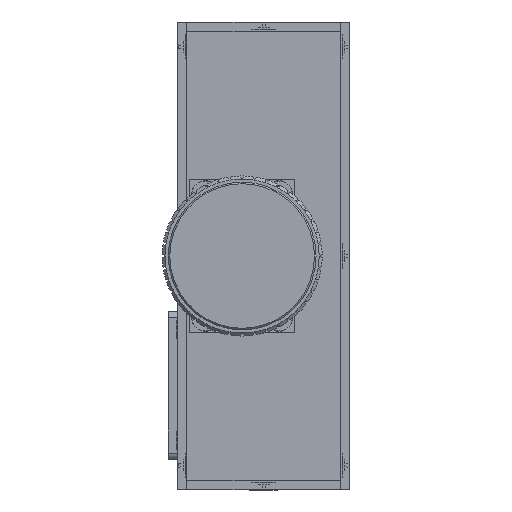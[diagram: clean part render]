
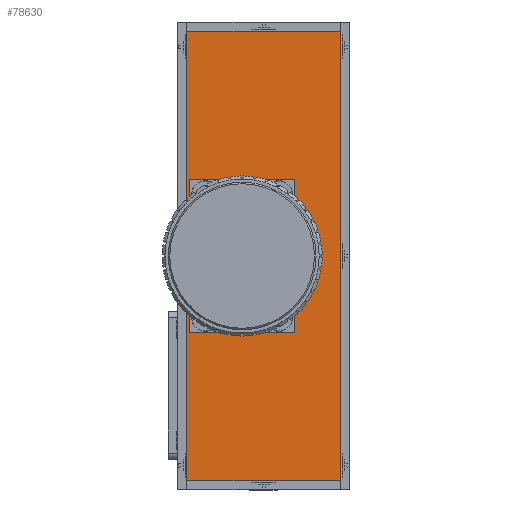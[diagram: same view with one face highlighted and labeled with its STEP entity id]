
A CAD part, left-side view. The second image highlights one B-rep face of the part: STEP entity #78630.
In plain terms, the highlighted planar face has unit normal (-1, 0, 0).
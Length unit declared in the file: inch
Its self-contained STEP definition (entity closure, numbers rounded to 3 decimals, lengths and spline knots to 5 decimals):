
#1545 = EDGE_LOOP ( 'NONE', ( #71440, #71006, #89187, #39454 ) ) ;
#3505 = CARTESIAN_POINT ( 'NONE',  ( -6.33858, -0.19685, -0.49213 ) ) ;
#4529 = CARTESIAN_POINT ( 'NONE',  ( -6.33858, 0.47244, -0.49213 ) ) ;
#5074 = DIRECTION ( 'NONE',  ( 0., 0., 1. ) ) ;
#6825 = VERTEX_POINT ( 'NONE', #30155 ) ;
#9214 = CARTESIAN_POINT ( 'NONE',  ( -6.33858, -0.19685, 0.49213 ) ) ;
#10848 = LINE ( 'NONE', #36013, #67577 ) ;
#11326 = LINE ( 'NONE', #4529, #36958 ) ;
#15471 = VERTEX_POINT ( 'NONE', #27893 ) ;
#15790 = ORIENTED_EDGE ( 'NONE', *, *, #82375, .F. ) ;
#18001 = FACE_OUTER_BOUND ( 'NONE', #50233, .T. ) ;
#18171 = CARTESIAN_POINT ( 'NONE',  ( -6.33858, -0.19685, -0.49213 ) ) ;
#19502 = VECTOR ( 'NONE', #39446, 39.37008 ) ;
#20651 = VERTEX_POINT ( 'NONE', #47631 ) ;
#20814 = EDGE_CURVE ( 'NONE', #83491, #99064, #49594, .T. ) ;
#21821 = CARTESIAN_POINT ( 'NONE',  ( -6.33858, 0.49213, 1.43701 ) ) ;
#23496 = CARTESIAN_POINT ( 'NONE',  ( -6.33858, 0.55118, 1.43701 ) ) ;
#25061 = ORIENTED_EDGE ( 'NONE', *, *, #42490, .T. ) ;
#27893 = CARTESIAN_POINT ( 'NONE',  ( -6.33858, -0.19685, -0.49213 ) ) ;
#30155 = CARTESIAN_POINT ( 'NONE',  ( -6.33858, 0.49213, -1.43701 ) ) ;
#31296 = LINE ( 'NONE', #95284, #58592 ) ;
#35976 = DIRECTION ( 'NONE',  ( 0., 0., -1. ) ) ;
#36013 = CARTESIAN_POINT ( 'NONE',  ( -6.33858, 0.49213, 1.49606 ) ) ;
#36958 = VECTOR ( 'NONE', #35976, 39.37008 ) ;
#39446 = DIRECTION ( 'NONE',  ( 0., -1., 0. ) ) ;
#39454 = ORIENTED_EDGE ( 'NONE', *, *, #93151, .F. ) ;
#40978 = ORIENTED_EDGE ( 'NONE', *, *, #59941, .T. ) ;
#42490 = EDGE_CURVE ( 'NONE', #55680, #76670, #31296, .T. ) ;
#45216 = DIRECTION ( 'NONE',  ( 1., 0., 0. ) ) ;
#47631 = CARTESIAN_POINT ( 'NONE',  ( -6.33858, 0.47244, -0.49213 ) ) ;
#48666 = VERTEX_POINT ( 'NONE', #21821 ) ;
#49072 = DIRECTION ( 'NONE',  ( 0., 1., 0. ) ) ;
#49378 = VECTOR ( 'NONE', #55491, 39.37008 ) ;
#49594 = LINE ( 'NONE', #9214, #61266 ) ;
#50233 = EDGE_LOOP ( 'NONE', ( #15790, #40978, #25061, #100122 ) ) ;
#53094 = FACE_BOUND ( 'NONE', #1545, .T. ) ;
#55047 = CARTESIAN_POINT ( 'NONE',  ( -6.33858, -0.49213, -1.43701 ) ) ;
#55185 = CARTESIAN_POINT ( 'NONE',  ( -6.33858, 0.55118, -1.43701 ) ) ;
#55491 = DIRECTION ( 'NONE',  ( 0., -1., 0. ) ) ;
#55680 = VERTEX_POINT ( 'NONE', #55047 ) ;
#58592 = VECTOR ( 'NONE', #99923, 39.37008 ) ;
#59941 = EDGE_CURVE ( 'NONE', #6825, #55680, #94528, .T. ) ;
#61266 = VECTOR ( 'NONE', #49072, 39.37008 ) ;
#61478 = PLANE ( 'NONE',  #90738 ) ;
#65895 = LINE ( 'NONE', #18171, #66832 ) ;
#66832 = VECTOR ( 'NONE', #89014, 39.37008 ) ;
#67577 = VECTOR ( 'NONE', #5074, 39.37008 ) ;
#69433 = EDGE_CURVE ( 'NONE', #20651, #15471, #65895, .T. ) ;
#70362 = CARTESIAN_POINT ( 'NONE',  ( -6.33858, 0.55118, 1.49606 ) ) ;
#71006 = ORIENTED_EDGE ( 'NONE', *, *, #72967, .F. ) ;
#71440 = ORIENTED_EDGE ( 'NONE', *, *, #69433, .F. ) ;
#72967 = EDGE_CURVE ( 'NONE', #99064, #20651, #11326, .T. ) ;
#73316 = LINE ( 'NONE', #3505, #94859 ) ;
#76670 = VERTEX_POINT ( 'NONE', #94828 ) ;
#76714 = DIRECTION ( 'NONE',  ( 0., 0., 1. ) ) ;
#78630 = ADVANCED_FACE ( 'NONE', ( #18001, #53094 ), #61478, .F. ) ;
#82375 = EDGE_CURVE ( 'NONE', #6825, #48666, #10848, .T. ) ;
#83491 = VERTEX_POINT ( 'NONE', #103464 ) ;
#85188 = EDGE_CURVE ( 'NONE', #48666, #76670, #95344, .T. ) ;
#89014 = DIRECTION ( 'NONE',  ( 0., -1., 0. ) ) ;
#89187 = ORIENTED_EDGE ( 'NONE', *, *, #20814, .F. ) ;
#90738 = AXIS2_PLACEMENT_3D ( 'NONE', #70362, #45216, #76714 ) ;
#93151 = EDGE_CURVE ( 'NONE', #15471, #83491, #73316, .T. ) ;
#94528 = LINE ( 'NONE', #55185, #19502 ) ;
#94828 = CARTESIAN_POINT ( 'NONE',  ( -6.33858, -0.49213, 1.43701 ) ) ;
#94859 = VECTOR ( 'NONE', #98434, 39.37008 ) ;
#95284 = CARTESIAN_POINT ( 'NONE',  ( -6.33858, -0.49213, 1.49606 ) ) ;
#95344 = LINE ( 'NONE', #23496, #49378 ) ;
#98434 = DIRECTION ( 'NONE',  ( 0., 0., 1. ) ) ;
#99064 = VERTEX_POINT ( 'NONE', #103127 ) ;
#99923 = DIRECTION ( 'NONE',  ( 0., 0., 1. ) ) ;
#100122 = ORIENTED_EDGE ( 'NONE', *, *, #85188, .F. ) ;
#103127 = CARTESIAN_POINT ( 'NONE',  ( -6.33858, 0.47244, 0.49213 ) ) ;
#103464 = CARTESIAN_POINT ( 'NONE',  ( -6.33858, -0.19685, 0.49213 ) ) ;
